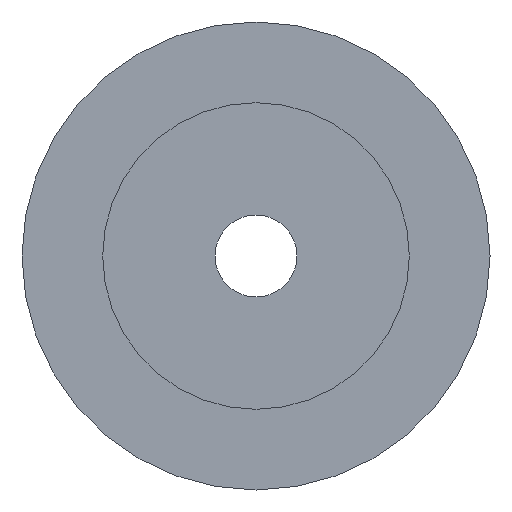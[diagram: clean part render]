
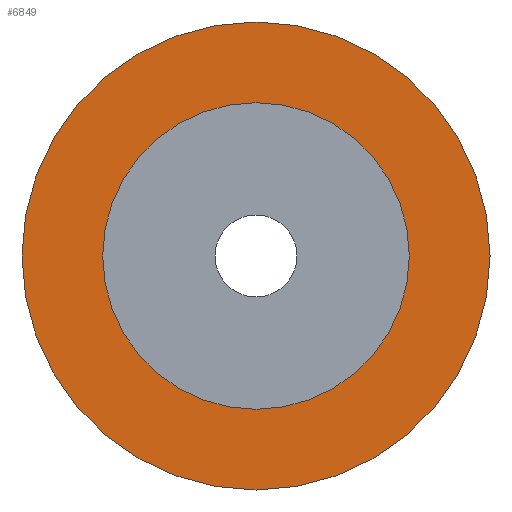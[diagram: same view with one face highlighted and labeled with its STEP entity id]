
A CAD part, left-side view. The second image highlights one B-rep face of the part: STEP entity #6849.
In plain terms, the highlighted planar face has unit normal (-1, 0, 0).
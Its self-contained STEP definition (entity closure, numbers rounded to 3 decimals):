
#268 = CARTESIAN_POINT ( 'NONE',  ( 0., 0., -20. ) ) ;
#319 = DIRECTION ( 'NONE',  ( 0., 0., 1. ) ) ;
#1171 = ORIENTED_EDGE ( 'NONE', *, *, #1685, .F. ) ;
#1685 = EDGE_CURVE ( 'NONE', #8388, #8388, #7589, .T. ) ;
#1810 = CARTESIAN_POINT ( 'NONE',  ( 0., 0., 0. ) ) ;
#2174 = FACE_OUTER_BOUND ( 'NONE', #9841, .T. ) ;
#2575 = DIRECTION ( 'NONE',  ( -1., 0., 0. ) ) ;
#2609 = CARTESIAN_POINT ( 'NONE',  ( 0., 20., 0. ) ) ;
#3352 = PLANE ( 'NONE',  #6720 ) ;
#4374 = CARTESIAN_POINT ( 'NONE',  ( 0., 0., 0. ) ) ;
#5169 = AXIS2_PLACEMENT_3D ( 'NONE', #1810, #7113, #7183 ) ;
#6720 = AXIS2_PLACEMENT_3D ( 'NONE', #2609, #2575, #319 ) ;
#6829 = ORIENTED_EDGE ( 'NONE', *, *, #9314, .F. ) ;
#6849 = ADVANCED_FACE ( 'NONE', ( #9039, #2174 ), #3352, .T. ) ;
#7113 = DIRECTION ( 'NONE',  ( 1., 0., 0. ) ) ;
#7173 = EDGE_LOOP ( 'NONE', ( #1171 ) ) ;
#7183 = DIRECTION ( 'NONE',  ( 0., 0., -1. ) ) ;
#7589 = CIRCLE ( 'NONE', #9045, 13.1 ) ;
#8167 = VERTEX_POINT ( 'NONE', #268 ) ;
#8206 = CIRCLE ( 'NONE', #5169, 20. ) ;
#8388 = VERTEX_POINT ( 'NONE', #9483 ) ;
#8984 = DIRECTION ( 'NONE',  ( 0., 0., 1. ) ) ;
#9039 = FACE_BOUND ( 'NONE', #7173, .T. ) ;
#9045 = AXIS2_PLACEMENT_3D ( 'NONE', #4374, #9725, #8984 ) ;
#9314 = EDGE_CURVE ( 'NONE', #8167, #8167, #8206, .T. ) ;
#9483 = CARTESIAN_POINT ( 'NONE',  ( 0., 0., 13.1 ) ) ;
#9725 = DIRECTION ( 'NONE',  ( -1., 0., 0. ) ) ;
#9841 = EDGE_LOOP ( 'NONE', ( #6829 ) ) ;
